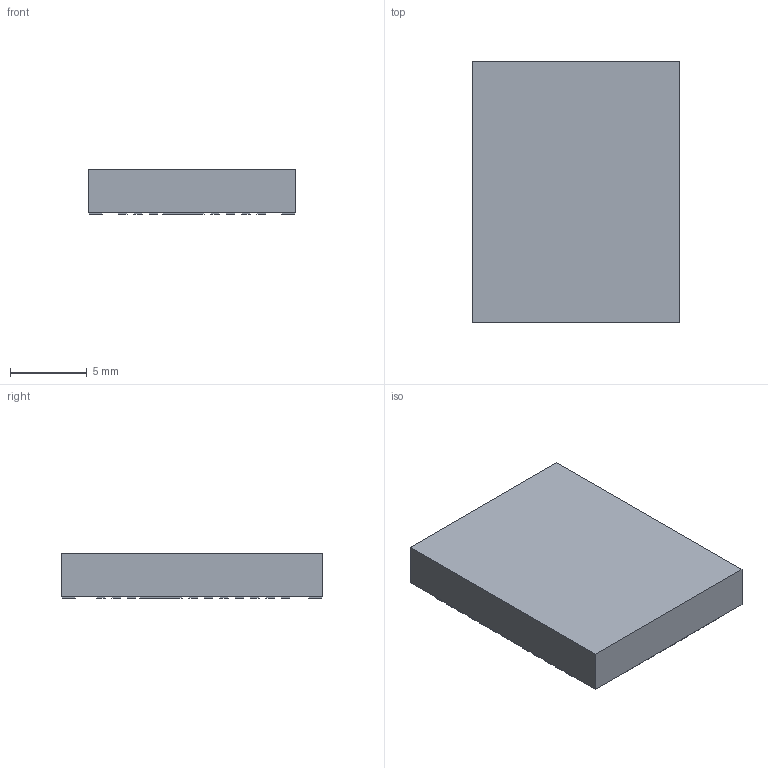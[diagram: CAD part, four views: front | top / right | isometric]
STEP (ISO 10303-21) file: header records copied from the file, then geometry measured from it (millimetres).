
FILE_DESCRIPTION(('FreeCAD Model'),'2;1');
FILE_NAME('13238846.1.5.stp','2020-11-04T17:17:36',( 'Author'),(''),'Open CASCADE STEP processor 6.9','FreeCAD','Unknown' );
FILE_SCHEMA(('AUTOMOTIVE_DESIGN { 1 0 10303 214 1 1 1 1 }'));
Length unit declared in the file: millimetre
Products named in the file (3): ASSEMBLY; Body; Pins
Assembly tree (2 placements, depth 2):
  ASSEMBLY
    Body
    Pins
Bounding box: 13.5 x 17 x 2.9 mm (x, y, z)
Volume: 644.7 mm3; surface area: 683.1 mm2
Topology: 42 solids, 42 shells, 252 faces, 504 edges, 336 vertices
Faces by surface type: plane 252
Entity records: 13286 total; most frequent: CARTESIAN_POINT 2103, DIRECTION 2022, LINE 1512, VECTOR 1512, ORIENTED_EDGE 1008, PCURVE 1008, DEFINITIONAL_REPRESENTATION 1008, EDGE_CURVE 504
